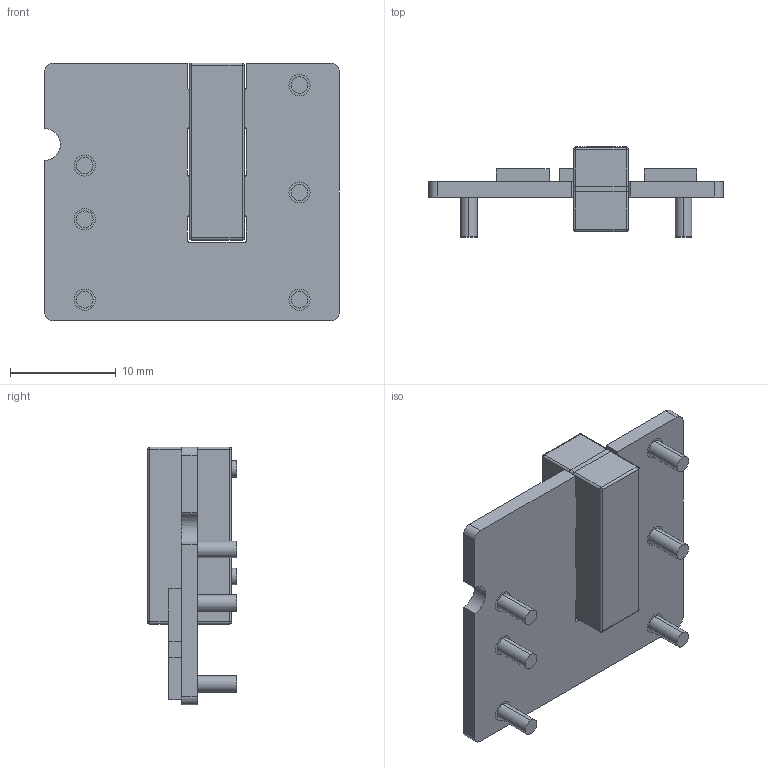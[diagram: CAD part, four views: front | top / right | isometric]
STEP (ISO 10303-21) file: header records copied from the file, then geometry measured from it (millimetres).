
FILE_DESCRIPTION (( 'STEP AP214' ), '1' );
FILE_NAME ('SHHD003A0A41-SRZ.STEP', '2021-01-14T23:45:20', ( '' ), ( '' ), 'SwSTEP 2.0', 'SolidWorks 2017', '' );
FILE_SCHEMA (( 'AUTOMOTIVE_DESIGN' ));
Length unit declared in the file: millimetre
Products named in the file (1): SHHD003A0A41-SRZ
Bounding box: 27.9 x 8.5 x 24.4 mm (x, y, z)
Volume: 1706.6 mm3; surface area: 2937.4 mm2
Topology: 23 solids, 23 shells, 214 faces, 488 edges, 312 vertices
Faces by surface type: plane 119, cylinder 87, sphere 8
Entity records: 6254 total; most frequent: DIRECTION 1084, CARTESIAN_POINT 1007, ORIENTED_EDGE 960, EDGE_CURVE 480, AXIS2_PLACEMENT_3D 389, VERTEX_POINT 312, VECTOR 306, LINE 306
